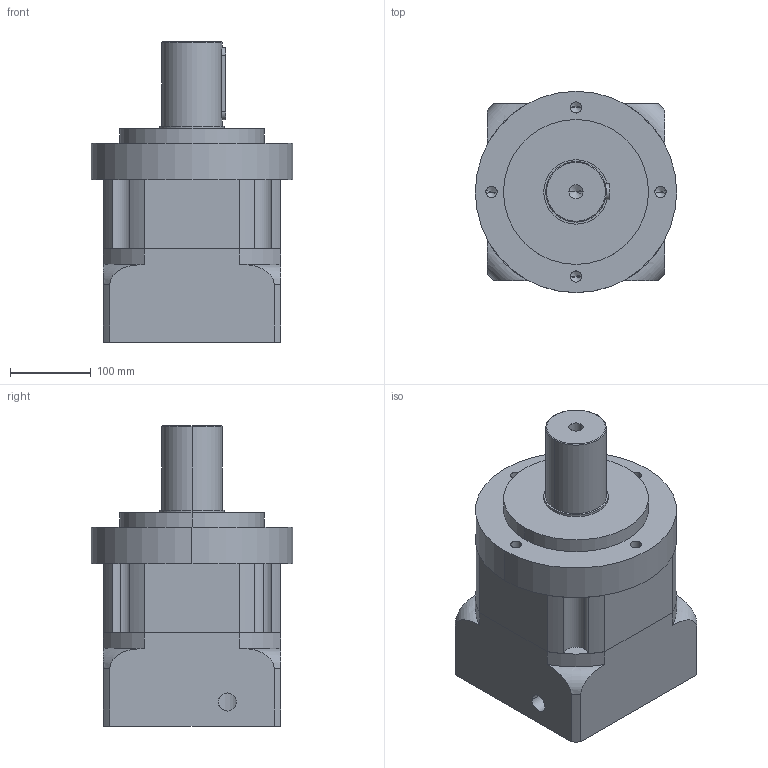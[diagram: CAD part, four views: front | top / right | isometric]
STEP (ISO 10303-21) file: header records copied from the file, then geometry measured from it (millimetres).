
FILE_DESCRIPTION (( 'STEP AP214' ), '1' );
FILE_NAME ('DML220-L1-XX-38-180-215-M12_2019.STEP', '2019-09-24T09:32:00', ( 'Y' ), ( 'NCU' ), 'SwSTEP 2.0', 'SolidWorks 2016', '' );
FILE_SCHEMA (( 'AUTOMOTIVE_DESIGN' ));
Length unit declared in the file: millimetre
Products named in the file (1): DML220-L1-XX-38-180-215-M12_2019
Bounding box: 250 x 250 x 373 mm (x, y, z)
Volume: 11485180.9 mm3; surface area: 666267.5 mm2
Topology: 3 solids, 3 shells, 261 faces, 617 edges, 390 vertices
Faces by surface type: cylinder 113, plane 108, cone 34, torus 6
Entity records: 9154 total; most frequent: CARTESIAN_POINT 2023, DIRECTION 1342, ORIENTED_EDGE 1198, EDGE_CURVE 599, AXIS2_PLACEMENT_3D 501, VERTEX_POINT 390, VECTOR 340, LINE 340
